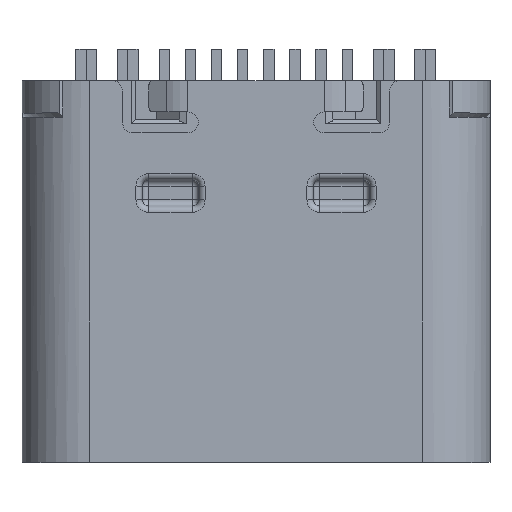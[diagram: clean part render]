
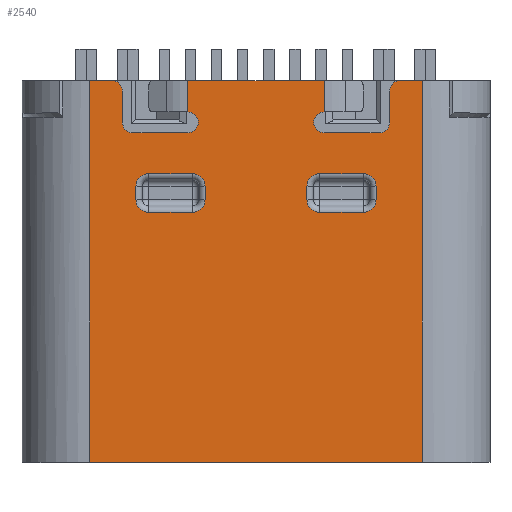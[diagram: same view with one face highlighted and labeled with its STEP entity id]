
A CAD part, top view. The second image highlights one B-rep face of the part: STEP entity #2540.
In plain terms, the highlighted planar face has unit normal (0, 0, 1).
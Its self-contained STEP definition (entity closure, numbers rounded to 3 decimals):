
#912 = VERTEX_POINT('',#913);
#913 = CARTESIAN_POINT('',(7.65,0.,3.16));
#920 = EDGE_CURVE('',#921,#912,#923,.T.);
#921 = VERTEX_POINT('',#922);
#922 = CARTESIAN_POINT('',(1.3,0.,3.16));
#923 = LINE('',#924,#925);
#924 = CARTESIAN_POINT('',(1.3,0.,3.16));
#925 = VECTOR('',#926,1.);
#926 = DIRECTION('',(1.,0.,0.));
#2502 = EDGE_CURVE('',#2503,#921,#2505,.T.);
#2503 = VERTEX_POINT('',#2504);
#2504 = CARTESIAN_POINT('',(1.3,7.3,3.16));
#2505 = LINE('',#2506,#2507);
#2506 = CARTESIAN_POINT('',(1.3,7.3,3.16));
#2507 = VECTOR('',#2508,1.);
#2508 = DIRECTION('',(0.,-1.,0.));
#2540 = ADVANCED_FACE('',(#2541,#2611,#2747),#2817,.T.);
#2541 = FACE_BOUND('',#2542,.T.);
#2542 = EDGE_LOOP('',(#2543,#2553,#2562,#2570,#2579,#2587,#2596,#2604));
#2543 = ORIENTED_EDGE('',*,*,#2544,.T.);
#2544 = EDGE_CURVE('',#2545,#2547,#2549,.T.);
#2545 = VERTEX_POINT('',#2546);
#2546 = CARTESIAN_POINT('',(2.42,5.52,3.16));
#2547 = VERTEX_POINT('',#2548);
#2548 = CARTESIAN_POINT('',(3.26,5.52,3.16));
#2549 = LINE('',#2550,#2551);
#2550 = CARTESIAN_POINT('',(2.3,5.52,3.16));
#2551 = VECTOR('',#2552,1.);
#2552 = DIRECTION('',(1.,0.,0.));
#2553 = ORIENTED_EDGE('',*,*,#2554,.T.);
#2554 = EDGE_CURVE('',#2547,#2555,#2557,.T.);
#2555 = VERTEX_POINT('',#2556);
#2556 = CARTESIAN_POINT('',(3.5,5.28,3.16));
#2557 = CIRCLE('',#2558,0.24);
#2558 = AXIS2_PLACEMENT_3D('',#2559,#2560,#2561);
#2559 = CARTESIAN_POINT('',(3.26,5.28,3.16));
#2560 = DIRECTION('',(0.,0.,-1.));
#2561 = DIRECTION('',(0.,1.,0.));
#2562 = ORIENTED_EDGE('',*,*,#2563,.T.);
#2563 = EDGE_CURVE('',#2555,#2564,#2566,.T.);
#2564 = VERTEX_POINT('',#2565);
#2565 = CARTESIAN_POINT('',(3.5,5.02,3.16));
#2566 = LINE('',#2567,#2568);
#2567 = CARTESIAN_POINT('',(3.5,5.4,3.16));
#2568 = VECTOR('',#2569,1.);
#2569 = DIRECTION('',(0.,-1.,0.));
#2570 = ORIENTED_EDGE('',*,*,#2571,.T.);
#2571 = EDGE_CURVE('',#2564,#2572,#2574,.T.);
#2572 = VERTEX_POINT('',#2573);
#2573 = CARTESIAN_POINT('',(3.26,4.78,3.16));
#2574 = CIRCLE('',#2575,0.24);
#2575 = AXIS2_PLACEMENT_3D('',#2576,#2577,#2578);
#2576 = CARTESIAN_POINT('',(3.26,5.02,3.16));
#2577 = DIRECTION('',(0.,0.,-1.));
#2578 = DIRECTION('',(1.,0.,0.));
#2579 = ORIENTED_EDGE('',*,*,#2580,.T.);
#2580 = EDGE_CURVE('',#2572,#2581,#2583,.T.);
#2581 = VERTEX_POINT('',#2582);
#2582 = CARTESIAN_POINT('',(2.42,4.78,3.16));
#2583 = LINE('',#2584,#2585);
#2584 = CARTESIAN_POINT('',(3.38,4.78,3.16));
#2585 = VECTOR('',#2586,1.);
#2586 = DIRECTION('',(-1.,0.,0.));
#2587 = ORIENTED_EDGE('',*,*,#2588,.T.);
#2588 = EDGE_CURVE('',#2581,#2589,#2591,.T.);
#2589 = VERTEX_POINT('',#2590);
#2590 = CARTESIAN_POINT('',(2.18,5.02,3.16));
#2591 = CIRCLE('',#2592,0.24);
#2592 = AXIS2_PLACEMENT_3D('',#2593,#2594,#2595);
#2593 = CARTESIAN_POINT('',(2.42,5.02,3.16));
#2594 = DIRECTION('',(-0.,-0.,-1.));
#2595 = DIRECTION('',(0.,-1.,0.));
#2596 = ORIENTED_EDGE('',*,*,#2597,.T.);
#2597 = EDGE_CURVE('',#2589,#2598,#2600,.T.);
#2598 = VERTEX_POINT('',#2599);
#2599 = CARTESIAN_POINT('',(2.18,5.28,3.16));
#2600 = LINE('',#2601,#2602);
#2601 = CARTESIAN_POINT('',(2.18,4.9,3.16));
#2602 = VECTOR('',#2603,1.);
#2603 = DIRECTION('',(0.,1.,0.));
#2604 = ORIENTED_EDGE('',*,*,#2605,.F.);
#2605 = EDGE_CURVE('',#2545,#2598,#2606,.T.);
#2606 = CIRCLE('',#2607,0.24);
#2607 = AXIS2_PLACEMENT_3D('',#2608,#2609,#2610);
#2608 = CARTESIAN_POINT('',(2.42,5.28,3.16));
#2609 = DIRECTION('',(0.,-0.,1.));
#2610 = DIRECTION('',(0.,1.,0.));
#2611 = FACE_BOUND('',#2612,.T.);
#2612 = EDGE_LOOP('',(#2613,#2624,#2630,#2631,#2632,#2640,#2648,#2657,
    #2665,#2674,#2682,#2691,#2699,#2707,#2715,#2724,#2732,#2741));
#2613 = ORIENTED_EDGE('',*,*,#2614,.T.);
#2614 = EDGE_CURVE('',#2615,#2617,#2619,.T.);
#2615 = VERTEX_POINT('',#2616);
#2616 = CARTESIAN_POINT('',(1.92,7.1,3.16));
#2617 = VERTEX_POINT('',#2618);
#2618 = CARTESIAN_POINT('',(1.72,7.3,3.16));
#2619 = CIRCLE('',#2620,0.2);
#2620 = AXIS2_PLACEMENT_3D('',#2621,#2622,#2623);
#2621 = CARTESIAN_POINT('',(1.72,7.1,3.16));
#2622 = DIRECTION('',(0.,0.,1.));
#2623 = DIRECTION('',(1.,0.,0.));
#2624 = ORIENTED_EDGE('',*,*,#2625,.T.);
#2625 = EDGE_CURVE('',#2617,#2503,#2626,.T.);
#2626 = LINE('',#2627,#2628);
#2627 = CARTESIAN_POINT('',(1.72,7.3,3.16));
#2628 = VECTOR('',#2629,1.);
#2629 = DIRECTION('',(-1.,0.,0.));
#2630 = ORIENTED_EDGE('',*,*,#2502,.T.);
#2631 = ORIENTED_EDGE('',*,*,#920,.T.);
#2632 = ORIENTED_EDGE('',*,*,#2633,.T.);
#2633 = EDGE_CURVE('',#912,#2634,#2636,.T.);
#2634 = VERTEX_POINT('',#2635);
#2635 = CARTESIAN_POINT('',(7.65,7.3,3.16));
#2636 = LINE('',#2637,#2638);
#2637 = CARTESIAN_POINT('',(7.65,0.,3.16));
#2638 = VECTOR('',#2639,1.);
#2639 = DIRECTION('',(0.,1.,0.));
#2640 = ORIENTED_EDGE('',*,*,#2641,.T.);
#2641 = EDGE_CURVE('',#2634,#2642,#2644,.T.);
#2642 = VERTEX_POINT('',#2643);
#2643 = CARTESIAN_POINT('',(7.23,7.3,3.16));
#2644 = LINE('',#2645,#2646);
#2645 = CARTESIAN_POINT('',(7.65,7.3,3.16));
#2646 = VECTOR('',#2647,1.);
#2647 = DIRECTION('',(-1.,0.,0.));
#2648 = ORIENTED_EDGE('',*,*,#2649,.T.);
#2649 = EDGE_CURVE('',#2642,#2650,#2652,.T.);
#2650 = VERTEX_POINT('',#2651);
#2651 = CARTESIAN_POINT('',(7.03,7.1,3.16));
#2652 = CIRCLE('',#2653,0.2);
#2653 = AXIS2_PLACEMENT_3D('',#2654,#2655,#2656);
#2654 = CARTESIAN_POINT('',(7.23,7.1,3.16));
#2655 = DIRECTION('',(0.,0.,1.));
#2656 = DIRECTION('',(1.,0.,0.));
#2657 = ORIENTED_EDGE('',*,*,#2658,.T.);
#2658 = EDGE_CURVE('',#2650,#2659,#2661,.T.);
#2659 = VERTEX_POINT('',#2660);
#2660 = CARTESIAN_POINT('',(7.03,6.5,3.16));
#2661 = LINE('',#2662,#2663);
#2662 = CARTESIAN_POINT('',(7.03,7.1,3.16));
#2663 = VECTOR('',#2664,1.);
#2664 = DIRECTION('',(0.,-1.,0.));
#2665 = ORIENTED_EDGE('',*,*,#2666,.F.);
#2666 = EDGE_CURVE('',#2667,#2659,#2669,.T.);
#2667 = VERTEX_POINT('',#2668);
#2668 = CARTESIAN_POINT('',(6.83,6.3,3.16));
#2669 = CIRCLE('',#2670,0.2);
#2670 = AXIS2_PLACEMENT_3D('',#2671,#2672,#2673);
#2671 = CARTESIAN_POINT('',(6.83,6.5,3.16));
#2672 = DIRECTION('',(0.,0.,1.));
#2673 = DIRECTION('',(1.,0.,0.));
#2674 = ORIENTED_EDGE('',*,*,#2675,.T.);
#2675 = EDGE_CURVE('',#2667,#2676,#2678,.T.);
#2676 = VERTEX_POINT('',#2677);
#2677 = CARTESIAN_POINT('',(5.78,6.3,3.16));
#2678 = LINE('',#2679,#2680);
#2679 = CARTESIAN_POINT('',(6.83,6.3,3.16));
#2680 = VECTOR('',#2681,1.);
#2681 = DIRECTION('',(-1.,0.,0.));
#2682 = ORIENTED_EDGE('',*,*,#2683,.F.);
#2683 = EDGE_CURVE('',#2684,#2676,#2686,.T.);
#2684 = VERTEX_POINT('',#2685);
#2685 = CARTESIAN_POINT('',(5.78,6.7,3.16));
#2686 = CIRCLE('',#2687,0.2);
#2687 = AXIS2_PLACEMENT_3D('',#2688,#2689,#2690);
#2688 = CARTESIAN_POINT('',(5.78,6.5,3.16));
#2689 = DIRECTION('',(0.,0.,1.));
#2690 = DIRECTION('',(1.,0.,0.));
#2691 = ORIENTED_EDGE('',*,*,#2692,.T.);
#2692 = EDGE_CURVE('',#2684,#2693,#2695,.T.);
#2693 = VERTEX_POINT('',#2694);
#2694 = CARTESIAN_POINT('',(5.78,7.3,3.16));
#2695 = LINE('',#2696,#2697);
#2696 = CARTESIAN_POINT('',(5.78,6.7,3.16));
#2697 = VECTOR('',#2698,1.);
#2698 = DIRECTION('',(0.,1.,0.));
#2699 = ORIENTED_EDGE('',*,*,#2700,.T.);
#2700 = EDGE_CURVE('',#2693,#2701,#2703,.T.);
#2701 = VERTEX_POINT('',#2702);
#2702 = CARTESIAN_POINT('',(3.17,7.3,3.16));
#2703 = LINE('',#2704,#2705);
#2704 = CARTESIAN_POINT('',(5.78,7.3,3.16));
#2705 = VECTOR('',#2706,1.);
#2706 = DIRECTION('',(-1.,0.,0.));
#2707 = ORIENTED_EDGE('',*,*,#2708,.F.);
#2708 = EDGE_CURVE('',#2709,#2701,#2711,.T.);
#2709 = VERTEX_POINT('',#2710);
#2710 = CARTESIAN_POINT('',(3.17,6.7,3.16));
#2711 = LINE('',#2712,#2713);
#2712 = CARTESIAN_POINT('',(3.17,6.7,3.16));
#2713 = VECTOR('',#2714,1.);
#2714 = DIRECTION('',(0.,1.,0.));
#2715 = ORIENTED_EDGE('',*,*,#2716,.F.);
#2716 = EDGE_CURVE('',#2717,#2709,#2719,.T.);
#2717 = VERTEX_POINT('',#2718);
#2718 = CARTESIAN_POINT('',(3.17,6.3,3.16));
#2719 = CIRCLE('',#2720,0.2);
#2720 = AXIS2_PLACEMENT_3D('',#2721,#2722,#2723);
#2721 = CARTESIAN_POINT('',(3.17,6.5,3.16));
#2722 = DIRECTION('',(0.,0.,1.));
#2723 = DIRECTION('',(1.,0.,0.));
#2724 = ORIENTED_EDGE('',*,*,#2725,.F.);
#2725 = EDGE_CURVE('',#2726,#2717,#2728,.T.);
#2726 = VERTEX_POINT('',#2727);
#2727 = CARTESIAN_POINT('',(2.12,6.3,3.16));
#2728 = LINE('',#2729,#2730);
#2729 = CARTESIAN_POINT('',(2.12,6.3,3.16));
#2730 = VECTOR('',#2731,1.);
#2731 = DIRECTION('',(1.,0.,0.));
#2732 = ORIENTED_EDGE('',*,*,#2733,.F.);
#2733 = EDGE_CURVE('',#2734,#2726,#2736,.T.);
#2734 = VERTEX_POINT('',#2735);
#2735 = CARTESIAN_POINT('',(1.92,6.5,3.16));
#2736 = CIRCLE('',#2737,0.2);
#2737 = AXIS2_PLACEMENT_3D('',#2738,#2739,#2740);
#2738 = CARTESIAN_POINT('',(2.12,6.5,3.16));
#2739 = DIRECTION('',(0.,0.,1.));
#2740 = DIRECTION('',(1.,0.,0.));
#2741 = ORIENTED_EDGE('',*,*,#2742,.F.);
#2742 = EDGE_CURVE('',#2615,#2734,#2743,.T.);
#2743 = LINE('',#2744,#2745);
#2744 = CARTESIAN_POINT('',(1.92,7.1,3.16));
#2745 = VECTOR('',#2746,1.);
#2746 = DIRECTION('',(0.,-1.,0.));
#2747 = FACE_BOUND('',#2748,.T.);
#2748 = EDGE_LOOP('',(#2749,#2759,#2768,#2776,#2785,#2793,#2802,#2810));
#2749 = ORIENTED_EDGE('',*,*,#2750,.T.);
#2750 = EDGE_CURVE('',#2751,#2753,#2755,.T.);
#2751 = VERTEX_POINT('',#2752);
#2752 = CARTESIAN_POINT('',(5.45,5.02,3.16));
#2753 = VERTEX_POINT('',#2754);
#2754 = CARTESIAN_POINT('',(5.45,5.28,3.16));
#2755 = LINE('',#2756,#2757);
#2756 = CARTESIAN_POINT('',(5.45,4.9,3.16));
#2757 = VECTOR('',#2758,1.);
#2758 = DIRECTION('',(0.,1.,0.));
#2759 = ORIENTED_EDGE('',*,*,#2760,.T.);
#2760 = EDGE_CURVE('',#2753,#2761,#2763,.T.);
#2761 = VERTEX_POINT('',#2762);
#2762 = CARTESIAN_POINT('',(5.69,5.52,3.16));
#2763 = CIRCLE('',#2764,0.24);
#2764 = AXIS2_PLACEMENT_3D('',#2765,#2766,#2767);
#2765 = CARTESIAN_POINT('',(5.69,5.28,3.16));
#2766 = DIRECTION('',(0.,0.,-1.));
#2767 = DIRECTION('',(-1.,0.,0.));
#2768 = ORIENTED_EDGE('',*,*,#2769,.T.);
#2769 = EDGE_CURVE('',#2761,#2770,#2772,.T.);
#2770 = VERTEX_POINT('',#2771);
#2771 = CARTESIAN_POINT('',(6.53,5.52,3.16));
#2772 = LINE('',#2773,#2774);
#2773 = CARTESIAN_POINT('',(5.57,5.52,3.16));
#2774 = VECTOR('',#2775,1.);
#2775 = DIRECTION('',(1.,0.,0.));
#2776 = ORIENTED_EDGE('',*,*,#2777,.T.);
#2777 = EDGE_CURVE('',#2770,#2778,#2780,.T.);
#2778 = VERTEX_POINT('',#2779);
#2779 = CARTESIAN_POINT('',(6.77,5.28,3.16));
#2780 = CIRCLE('',#2781,0.24);
#2781 = AXIS2_PLACEMENT_3D('',#2782,#2783,#2784);
#2782 = CARTESIAN_POINT('',(6.53,5.28,3.16));
#2783 = DIRECTION('',(0.,0.,-1.));
#2784 = DIRECTION('',(0.,1.,0.));
#2785 = ORIENTED_EDGE('',*,*,#2786,.T.);
#2786 = EDGE_CURVE('',#2778,#2787,#2789,.T.);
#2787 = VERTEX_POINT('',#2788);
#2788 = CARTESIAN_POINT('',(6.77,5.02,3.16));
#2789 = LINE('',#2790,#2791);
#2790 = CARTESIAN_POINT('',(6.77,5.4,3.16));
#2791 = VECTOR('',#2792,1.);
#2792 = DIRECTION('',(0.,-1.,0.));
#2793 = ORIENTED_EDGE('',*,*,#2794,.T.);
#2794 = EDGE_CURVE('',#2787,#2795,#2797,.T.);
#2795 = VERTEX_POINT('',#2796);
#2796 = CARTESIAN_POINT('',(6.53,4.78,3.16));
#2797 = CIRCLE('',#2798,0.24);
#2798 = AXIS2_PLACEMENT_3D('',#2799,#2800,#2801);
#2799 = CARTESIAN_POINT('',(6.53,5.02,3.16));
#2800 = DIRECTION('',(0.,0.,-1.));
#2801 = DIRECTION('',(1.,0.,0.));
#2802 = ORIENTED_EDGE('',*,*,#2803,.T.);
#2803 = EDGE_CURVE('',#2795,#2804,#2806,.T.);
#2804 = VERTEX_POINT('',#2805);
#2805 = CARTESIAN_POINT('',(5.69,4.78,3.16));
#2806 = LINE('',#2807,#2808);
#2807 = CARTESIAN_POINT('',(6.65,4.78,3.16));
#2808 = VECTOR('',#2809,1.);
#2809 = DIRECTION('',(-1.,0.,0.));
#2810 = ORIENTED_EDGE('',*,*,#2811,.F.);
#2811 = EDGE_CURVE('',#2751,#2804,#2812,.T.);
#2812 = CIRCLE('',#2813,0.24);
#2813 = AXIS2_PLACEMENT_3D('',#2814,#2815,#2816);
#2814 = CARTESIAN_POINT('',(5.69,5.02,3.16));
#2815 = DIRECTION('',(0.,0.,1.));
#2816 = DIRECTION('',(-1.,0.,0.));
#2817 = PLANE('',#2818);
#2818 = AXIS2_PLACEMENT_3D('',#2819,#2820,#2821);
#2819 = CARTESIAN_POINT('',(4.475,3.973,3.16));
#2820 = DIRECTION('',(0.,0.,1.));
#2821 = DIRECTION('',(1.,0.,0.));
